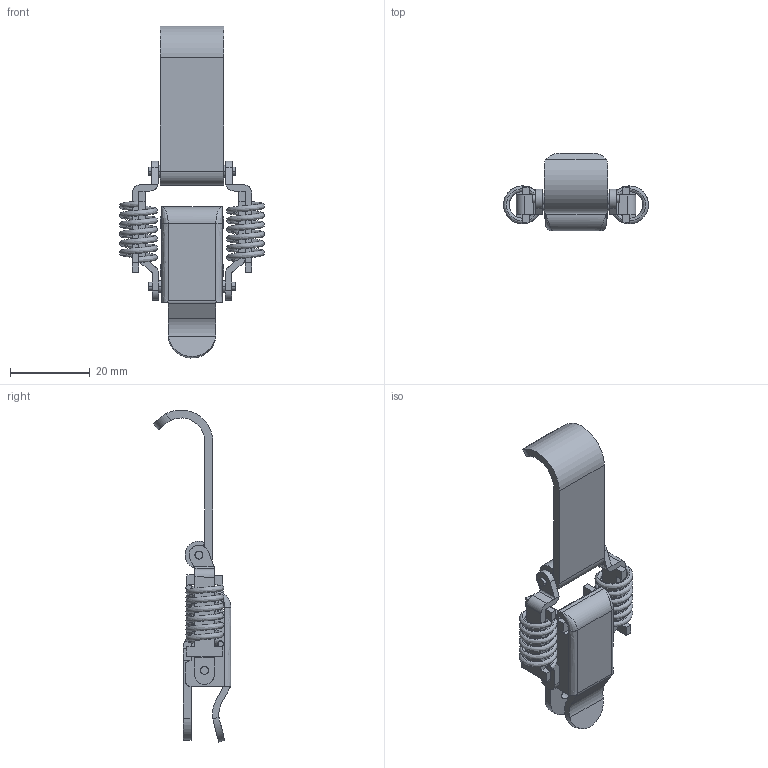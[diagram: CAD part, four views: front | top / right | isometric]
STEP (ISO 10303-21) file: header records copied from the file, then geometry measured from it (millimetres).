
FILE_DESCRIPTION((''),'2;1');
FILE_NAME('','2013-02-25T12:06:10',(''),(''),'','CADfix','');
FILE_SCHEMA(('AUTOMOTIVE_DESIGN { 1 0 10303 214 1 1 1 1 }'));
Length unit declared in the file: millimetre
Bounding box: 36.4 x 19.5 x 83.49 mm (x, y, z)
Volume: 5918.5 mm3; surface area: 8946.5 mm2
Topology: 11 solids, 11 shells, 276 faces, 752 edges, 500 vertices
Faces by surface type: bspline 276
Entity records: 14098 total; most frequent: CARTESIAN_POINT 9699, ORIENTED_EDGE 1500, EDGE_CURVE 750, VERTEX_POINT 500, QUASI_UNIFORM_CURVE 418, EDGE_LOOP 296, FACE_OUTER_BOUND 276, ADVANCED_FACE 276
